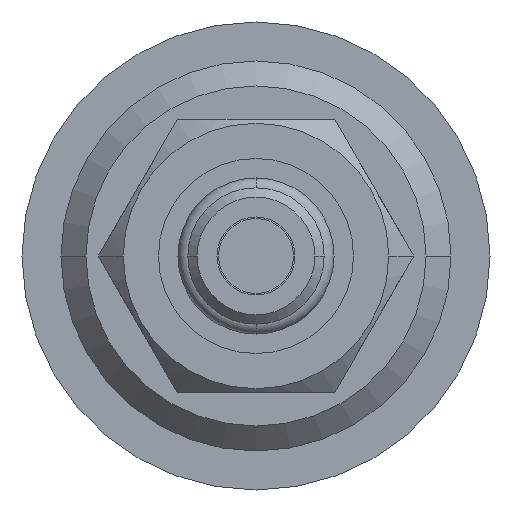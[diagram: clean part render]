
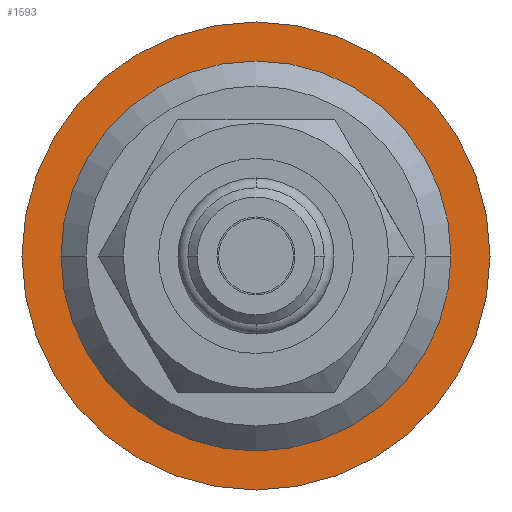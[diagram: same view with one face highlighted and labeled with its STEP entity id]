
A CAD part, front view. The second image highlights one B-rep face of the part: STEP entity #1593.
In plain terms, the highlighted planar face has unit normal (0, -1, 0).
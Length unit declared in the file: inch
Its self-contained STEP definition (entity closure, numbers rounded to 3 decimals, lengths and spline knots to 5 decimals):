
#510=CARTESIAN_POINT('',(0.,2.654,0.));
#511=DIRECTION('',(0.,1.,0.));
#512=DIRECTION('',(1.,0.,0.));
#513=AXIS2_PLACEMENT_3D('',#510,#511,#512);
#515=CARTESIAN_POINT('',(0.,2.654,0.));
#516=DIRECTION('',(0.,-1.,0.));
#517=DIRECTION('',(1.,0.,0.));
#518=AXIS2_PLACEMENT_3D('',#515,#516,#517);
#520=CARTESIAN_POINT('',(0.,2.654,0.));
#521=DIRECTION('',(0.,-1.,0.));
#522=DIRECTION('',(1.,0.,0.));
#523=AXIS2_PLACEMENT_3D('',#520,#521,#522);
#533=CARTESIAN_POINT('',(0.,2.654,0.));
#534=DIRECTION('',(0.,1.,0.));
#535=DIRECTION('',(1.,0.,0.));
#536=AXIS2_PLACEMENT_3D('',#533,#534,#535);
#942=CARTESIAN_POINT('',(0.75,2.654,0.));
#944=VERTEX_POINT('',#942);
#954=CARTESIAN_POINT('',(-0.75,2.654,0.));
#956=VERTEX_POINT('',#954);
#966=CARTESIAN_POINT('',(0.54,2.654,0.));
#967=CARTESIAN_POINT('',(-0.54,2.654,0.));
#968=VERTEX_POINT('',#966);
#969=VERTEX_POINT('',#967);
#1578=CARTESIAN_POINT('',(0.,2.654,0.));
#1579=DIRECTION('',(0.,-1.,0.));
#1580=DIRECTION('',(-1.,0.,0.));
#1581=AXIS2_PLACEMENT_3D('',#1578,#1579,#1580);
#1582=PLANE('',#1581);
#1584=ORIENTED_EDGE('',*,*,#1583,.F.);
#1586=ORIENTED_EDGE('',*,*,#1585,.T.);
#1587=EDGE_LOOP('',(#1584,#1586));
#1588=FACE_OUTER_BOUND('',#1587,.F.);
#1589=ORIENTED_EDGE('',*,*,#1565,.F.);
#1590=ORIENTED_EDGE('',*,*,#1544,.T.);
#1591=EDGE_LOOP('',(#1589,#1590));
#1592=FACE_BOUND('',#1591,.F.);
#1593=ADVANCED_FACE('',(#1588,#1592),#1582,.T.);
#514=CIRCLE('',#513,0.54);
#519=CIRCLE('',#518,0.54);
#524=CIRCLE('',#523,0.75);
#537=CIRCLE('',#536,0.75);
#1544=EDGE_CURVE('',#968,#969,#519,.T.);
#1565=EDGE_CURVE('',#968,#969,#514,.T.);
#1583=EDGE_CURVE('',#944,#956,#524,.T.);
#1585=EDGE_CURVE('',#944,#956,#537,.T.);
